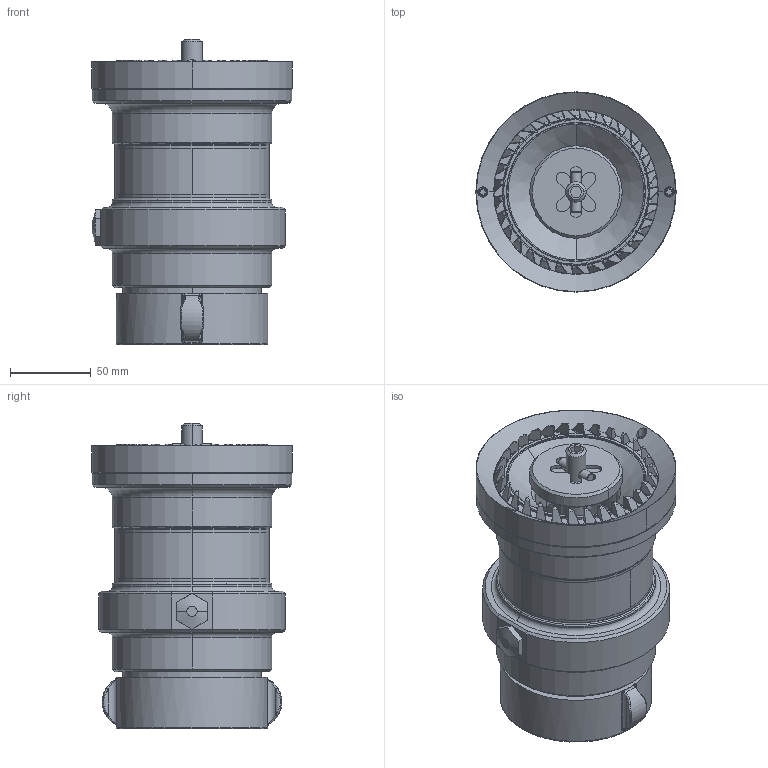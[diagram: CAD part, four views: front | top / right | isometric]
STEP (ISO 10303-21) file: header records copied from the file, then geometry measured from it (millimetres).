
FILE_DESCRIPTION((''),'2;1');
FILE_NAME('C42328_SW0001','2012-10-16T',('jhabe'),(''),'PRO/ENGINEER BY PARAMETRIC TECHNOLOGY CORPORATION, 2011310','PRO/ENGINEER BY PARAMETRIC TECHNOLOGY CORPORATION, 2011310','');
FILE_SCHEMA(('CONFIG_CONTROL_DESIGN'));
Length unit declared in the file: inch
Products named in the file (1): C42328_SW0001
Bounding box: 123.8 x 123.8 x 188.9 mm (x, y, z)
Surface area: 220399.9 mm2 (no closed solid volume)
Topology: 0 solids, 24 shells, 611 faces, 1715 edges, 1096 vertices
Faces by surface type: cylinder 220, plane 204, cone 72, torus 61, bspline 52, sphere 2
Entity records: 24814 total; most frequent: CARTESIAN_POINT 9725, ORIENTED_EDGE 3162, DIRECTION 3023, EDGE_CURVE 1715, AXIS2_PLACEMENT_3D 1172, VERTEX_POINT 1096, VECTOR 679, LINE 679
